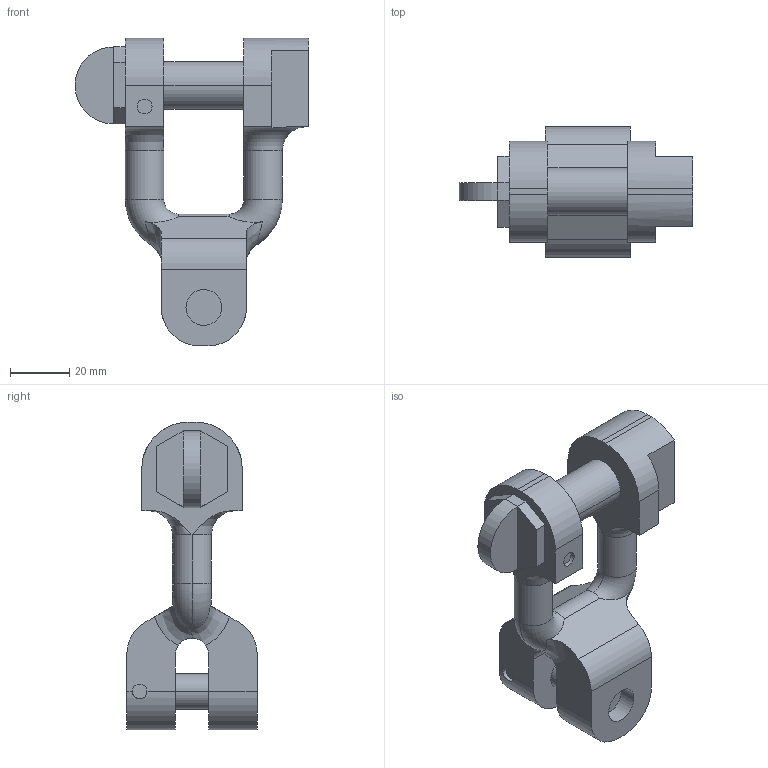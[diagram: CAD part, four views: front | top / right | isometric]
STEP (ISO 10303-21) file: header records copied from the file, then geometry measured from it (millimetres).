
FILE_DESCRIPTION((''),'2;1');
FILE_NAME('4VV-GSCH10','2005-01-19T',('jakubetz'),(''),'PRO/ENGINEER BY PARAMETRIC TECHNOLOGY CORPORATION, 2001400','PRO/ENGINEER BY PARAMETRIC TECHNOLOGY CORPORATION, 2001400','');
FILE_SCHEMA(('CONFIG_CONTROL_DESIGN'));
Length unit declared in the file: millimetre
Products named in the file (1): 4VV-GSCH10
Bounding box: 79 x 44 x 104 mm (x, y, z)
Volume: 85496.1 mm3; surface area: 20932.4 mm2
Topology: 1 solids, 1 shells, 373 faces, 1029 edges, 677 vertices
Faces by surface type: plane 323, cylinder 38, torus 8, bspline 4
Entity records: 12430 total; most frequent: CARTESIAN_POINT 3252, ORIENTED_EDGE 2058, DIRECTION 1642, EDGE_CURVE 1029, VECTOR 684, LINE 684, VERTEX_POINT 677, AXIS2_PLACEMENT_3D 479
